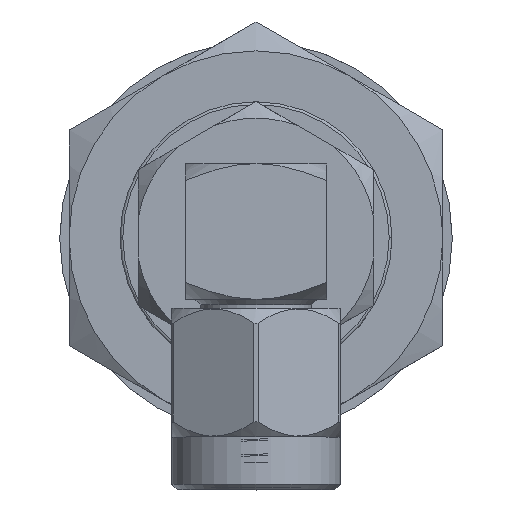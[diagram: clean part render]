
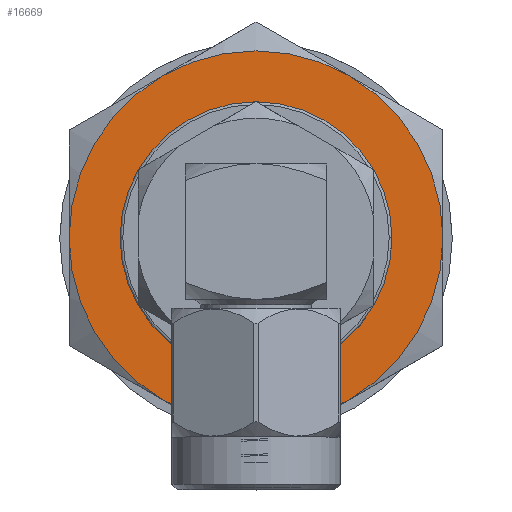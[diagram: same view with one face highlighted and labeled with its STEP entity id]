
A CAD part, top view. The second image highlights one B-rep face of the part: STEP entity #16669.
In plain terms, the highlighted face is planar.
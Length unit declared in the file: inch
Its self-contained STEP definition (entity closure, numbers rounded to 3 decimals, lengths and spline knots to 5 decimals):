
#63 = CARTESIAN_POINT ( 'NONE',  ( 0.94, 0.17187, -0.2977 ) ) ;
#474 = DIRECTION ( 'NONE',  ( 1., 0., 0. ) ) ;
#1822 = AXIS2_PLACEMENT_3D ( 'NONE', #5662, #8239, #26373 ) ;
#2098 = DIRECTION ( 'NONE',  ( 1., 0., 0. ) ) ;
#2212 = DIRECTION ( 'NONE',  ( 0., 1., 0. ) ) ;
#2265 = AXIS2_PLACEMENT_3D ( 'NONE', #28711, #31281, #13408 ) ;
#2282 = CIRCLE ( 'NONE', #10323, 0.34375 ) ;
#2652 = ORIENTED_EDGE ( 'NONE', *, *, #3308, .T. ) ;
#3308 = EDGE_CURVE ( 'NONE', #26694, #11285, #23748, .T. ) ;
#3456 = EDGE_CURVE ( 'NONE', #30352, #18328, #15631, .T. ) ;
#5308 = DIRECTION ( 'NONE',  ( 0., -1., 0. ) ) ;
#5381 = CARTESIAN_POINT ( 'NONE',  ( 0.94, 0.34375, 0. ) ) ;
#5562 = DIRECTION ( 'NONE',  ( 1., 0., 0. ) ) ;
#5662 = CARTESIAN_POINT ( 'NONE',  ( 0.94, 0., 0. ) ) ;
#5784 = DIRECTION ( 'NONE',  ( 0., 1., 0. ) ) ;
#6575 = CIRCLE ( 'NONE', #12996, 0.34375 ) ;
#6962 = ORIENTED_EDGE ( 'NONE', *, *, #19842, .F. ) ;
#7125 = CARTESIAN_POINT ( 'NONE',  ( 0.94, -0.34375, 0. ) ) ;
#7480 = CARTESIAN_POINT ( 'NONE',  ( 0.94, 0., 0. ) ) ;
#7560 = DIRECTION ( 'NONE',  ( 1., 0., 0. ) ) ;
#8239 = DIRECTION ( 'NONE',  ( 1., 0., 0. ) ) ;
#8509 = ORIENTED_EDGE ( 'NONE', *, *, #32102, .T. ) ;
#8627 = DIRECTION ( 'NONE',  ( 0., -1., 0. ) ) ;
#9050 = CARTESIAN_POINT ( 'NONE',  ( 0.94, 0.25, 0. ) ) ;
#10044 = EDGE_CURVE ( 'NONE', #11285, #30599, #23160, .T. ) ;
#10072 = ORIENTED_EDGE ( 'NONE', *, *, #3456, .F. ) ;
#10323 = AXIS2_PLACEMENT_3D ( 'NONE', #30742, #7560, #30420 ) ;
#10860 = AXIS2_PLACEMENT_3D ( 'NONE', #31385, #474, #5308 ) ;
#11285 = VERTEX_POINT ( 'NONE', #63 ) ;
#11559 = EDGE_LOOP ( 'NONE', ( #6962, #10072 ) ) ;
#11582 = EDGE_CURVE ( 'NONE', #30599, #24221, #2282, .T. ) ;
#12817 = VERTEX_POINT ( 'NONE', #32391 ) ;
#12996 = AXIS2_PLACEMENT_3D ( 'NONE', #27858, #2098, #17869 ) ;
#13408 = DIRECTION ( 'NONE',  ( 0., -1., 0. ) ) ;
#13638 = EDGE_LOOP ( 'NONE', ( #20570, #30521, #2652, #18907, #17330, #8509 ) ) ;
#14146 = CARTESIAN_POINT ( 'NONE',  ( 0.94, 0.4, 0. ) ) ;
#14739 = CIRCLE ( 'NONE', #16277, 0.34375 ) ;
#15052 = FACE_OUTER_BOUND ( 'NONE', #13638, .T. ) ;
#15631 = CIRCLE ( 'NONE', #10860, 0.25 ) ;
#15725 = AXIS2_PLACEMENT_3D ( 'NONE', #28740, #5562, #5784 ) ;
#16277 = AXIS2_PLACEMENT_3D ( 'NONE', #7480, #22896, #2212 ) ;
#16669 = ADVANCED_FACE ( 'NONE', ( #22796, #15052 ), #24365, .F. ) ;
#17001 = EDGE_CURVE ( 'NONE', #12817, #29277, #6575, .T. ) ;
#17330 = ORIENTED_EDGE ( 'NONE', *, *, #11582, .T. ) ;
#17869 = DIRECTION ( 'NONE',  ( 0., 1., 0. ) ) ;
#18328 = VERTEX_POINT ( 'NONE', #29227 ) ;
#18907 = ORIENTED_EDGE ( 'NONE', *, *, #10044, .T. ) ;
#19842 = EDGE_CURVE ( 'NONE', #18328, #30352, #31102, .T. ) ;
#20570 = ORIENTED_EDGE ( 'NONE', *, *, #17001, .T. ) ;
#21650 = DIRECTION ( 'NONE',  ( 0., 1., 0. ) ) ;
#22375 = CARTESIAN_POINT ( 'NONE',  ( 0.94, 0.17187, 0.2977 ) ) ;
#22703 = EDGE_CURVE ( 'NONE', #29277, #26694, #22988, .T. ) ;
#22796 = FACE_BOUND ( 'NONE', #11559, .T. ) ;
#22896 = DIRECTION ( 'NONE',  ( 1., 0., 0. ) ) ;
#22988 = CIRCLE ( 'NONE', #32380, 0.34375 ) ;
#23160 = CIRCLE ( 'NONE', #15725, 0.34375 ) ;
#23748 = CIRCLE ( 'NONE', #1822, 0.34375 ) ;
#24221 = VERTEX_POINT ( 'NONE', #22375 ) ;
#24363 = DIRECTION ( 'NONE',  ( 1., 0., 0. ) ) ;
#24365 = PLANE ( 'NONE',  #30545 ) ;
#26373 = DIRECTION ( 'NONE',  ( 0., 1., 0. ) ) ;
#26694 = VERTEX_POINT ( 'NONE', #28758 ) ;
#27858 = CARTESIAN_POINT ( 'NONE',  ( 0.94, 0., 0. ) ) ;
#28711 = CARTESIAN_POINT ( 'NONE',  ( 0.94, 0., 0. ) ) ;
#28740 = CARTESIAN_POINT ( 'NONE',  ( 0.94, 0., 0. ) ) ;
#28758 = CARTESIAN_POINT ( 'NONE',  ( 0.94, -0.17188, -0.2977 ) ) ;
#29227 = CARTESIAN_POINT ( 'NONE',  ( 0.94, -0.25, 0. ) ) ;
#29277 = VERTEX_POINT ( 'NONE', #7125 ) ;
#29547 = DIRECTION ( 'NONE',  ( -1., 0., 0. ) ) ;
#30352 = VERTEX_POINT ( 'NONE', #9050 ) ;
#30420 = DIRECTION ( 'NONE',  ( 0., 1., 0. ) ) ;
#30521 = ORIENTED_EDGE ( 'NONE', *, *, #22703, .T. ) ;
#30545 = AXIS2_PLACEMENT_3D ( 'NONE', #14146, #29547, #8627 ) ;
#30599 = VERTEX_POINT ( 'NONE', #5381 ) ;
#30742 = CARTESIAN_POINT ( 'NONE',  ( 0.94, 0., 0. ) ) ;
#31102 = CIRCLE ( 'NONE', #2265, 0.25 ) ;
#31281 = DIRECTION ( 'NONE',  ( 1., 0., 0. ) ) ;
#31385 = CARTESIAN_POINT ( 'NONE',  ( 0.94, 0., 0. ) ) ;
#31911 = CARTESIAN_POINT ( 'NONE',  ( 0.94, 0., 0. ) ) ;
#32102 = EDGE_CURVE ( 'NONE', #24221, #12817, #14739, .T. ) ;
#32380 = AXIS2_PLACEMENT_3D ( 'NONE', #31911, #24363, #21650 ) ;
#32391 = CARTESIAN_POINT ( 'NONE',  ( 0.94, -0.17188, 0.2977 ) ) ;
